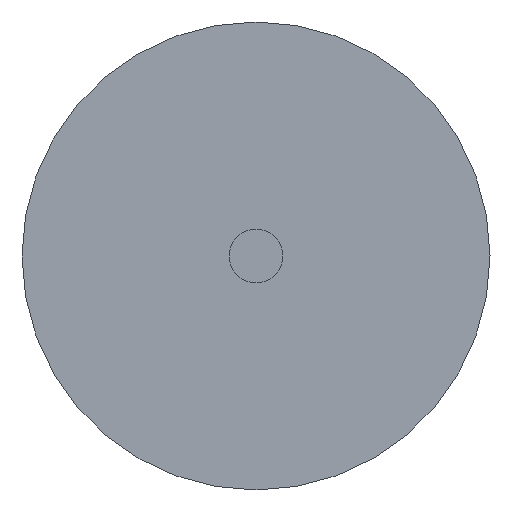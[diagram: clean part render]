
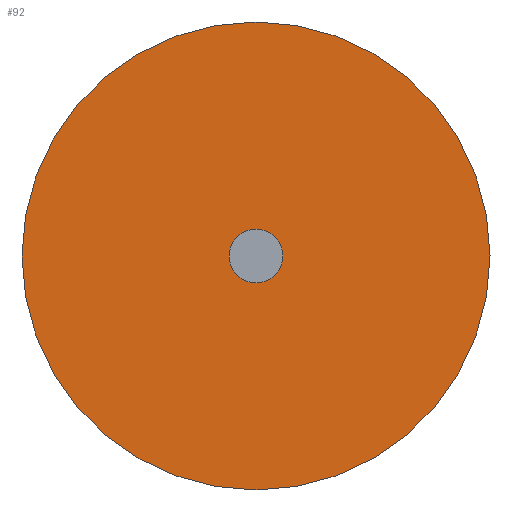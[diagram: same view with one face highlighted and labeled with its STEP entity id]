
A CAD part, left-side view. The second image highlights one B-rep face of the part: STEP entity #92.
In plain terms, the highlighted planar face has unit normal (-1, 0, 0).
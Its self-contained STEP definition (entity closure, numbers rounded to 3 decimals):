
#16=PLANE('',#107);
#26=FACE_OUTER_BOUND('',#36,.T.);
#36=EDGE_LOOP('',(#66));
#47=CIRCLE('',#106,3.96);
#53=VERTEX_POINT('',#155);
#59=EDGE_CURVE('',#53,#53,#47,.T.);
#66=ORIENTED_EDGE('',*,*,#59,.T.);
#92=ADVANCED_FACE('',(#26),#16,.F.);
#106=AXIS2_PLACEMENT_3D('',#156,#125,#126);
#107=AXIS2_PLACEMENT_3D('',#157,#127,#128);
#125=DIRECTION('center_axis',(-1.,0.,0.));
#126=DIRECTION('ref_axis',(0.,-1.,0.));
#127=DIRECTION('center_axis',(1.,0.,0.));
#128=DIRECTION('ref_axis',(0.,0.,-1.));
#155=CARTESIAN_POINT('',(0.,3.96,0.));
#156=CARTESIAN_POINT('Origin',(0.,0.,0.));
#157=CARTESIAN_POINT('Origin',(0.,0.,0.));
